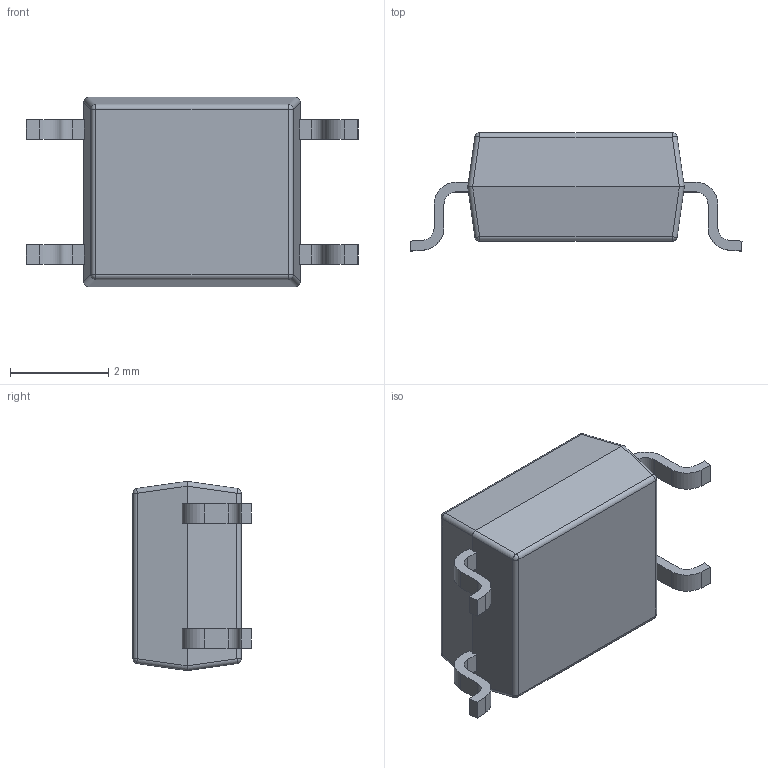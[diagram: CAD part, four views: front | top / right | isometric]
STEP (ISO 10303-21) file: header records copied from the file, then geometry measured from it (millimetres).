
FILE_DESCRIPTION (( 'STEP AP214' ), '1' );
FILE_NAME ('FODM3023R2_NF098.STEP', '2023-11-09T23:30:28', ( '' ), ( '' ), 'SwSTEP 2.0', 'SolidWorks 2021', '' );
FILE_SCHEMA (( 'AUTOMOTIVE_DESIGN' ));
Length unit declared in the file: millimetre
Products named in the file (1): FODM3023R2_NF098
Bounding box: 6.75 x 2.4 x 3.85 mm (x, y, z)
Volume: 35.1 mm3; surface area: 74.2 mm2
Topology: 6 solids, 6 shells, 101 faces, 232 edges, 144 vertices
Faces by surface type: plane 57, cylinder 36, sphere 8
Entity records: 2893 total; most frequent: DIRECTION 496, CARTESIAN_POINT 490, ORIENTED_EDGE 464, EDGE_CURVE 232, AXIS2_PLACEMENT_3D 166, LINE 164, VECTOR 164, VERTEX_POINT 144
